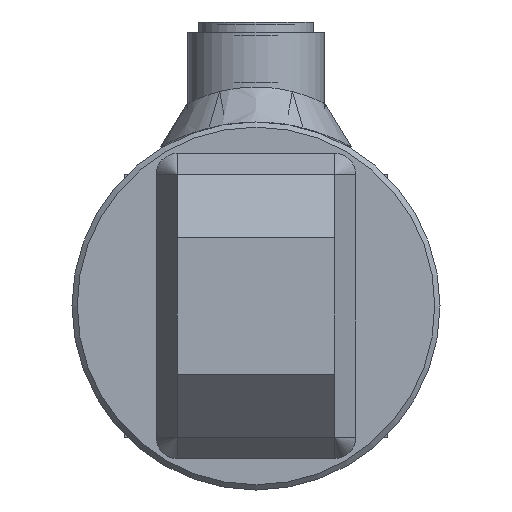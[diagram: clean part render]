
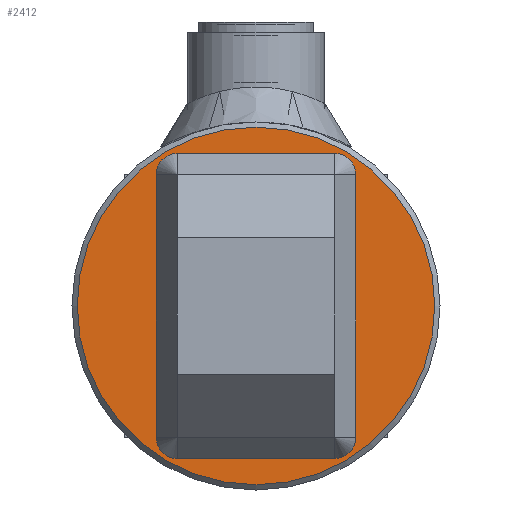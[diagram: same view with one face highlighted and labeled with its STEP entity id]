
A CAD part, left-side view. The second image highlights one B-rep face of the part: STEP entity #2412.
In plain terms, the highlighted planar face has unit normal (-1, 0, 0).
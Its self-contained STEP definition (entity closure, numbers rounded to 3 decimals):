
#2412 = ADVANCED_FACE( '', ( #6102 ), #6103, .T. );
#6102 = FACE_OUTER_BOUND( '', #7642, .T. );
#6103 = PLANE( '', #7643 );
#7642 = EDGE_LOOP( '', ( #8303 ) );
#7643 = AXIS2_PLACEMENT_3D( '', #8304, #8305, #8306 );
#8303 = ORIENTED_EDGE( '', *, *, #9321, .T. );
#8304 = CARTESIAN_POINT( '', ( -12., 0., 0. ) );
#8305 = DIRECTION( '', ( -1., 0., 0. ) );
#8306 = DIRECTION( '', ( 0., -1., 0. ) );
#9321 = EDGE_CURVE( '', #11595, #11595, #11596, .T. );
#11595 = VERTEX_POINT( '', #12263 );
#11596 = CIRCLE( '', #12264, 34. );
#12263 = CARTESIAN_POINT( '', ( -12., -34., 0. ) );
#12264 = AXIS2_PLACEMENT_3D( '', #12417, #12418, #12419 );
#12417 = CARTESIAN_POINT( '', ( -12., 0., 0. ) );
#12418 = DIRECTION( '', ( -1., 0., 0. ) );
#12419 = DIRECTION( '', ( 0., -1., 0. ) );
